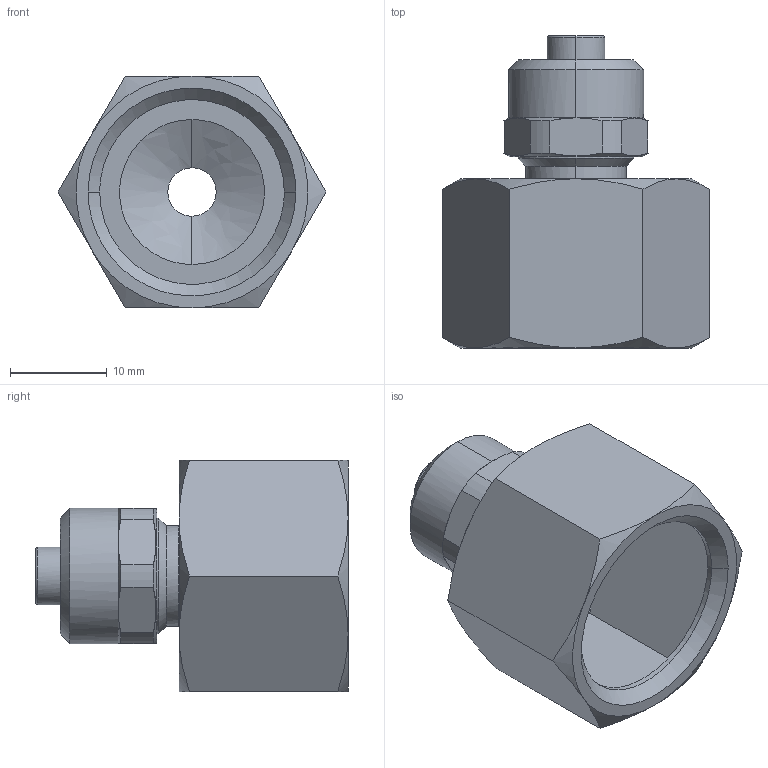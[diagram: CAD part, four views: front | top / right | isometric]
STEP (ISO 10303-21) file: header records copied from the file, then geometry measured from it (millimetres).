
FILE_DESCRIPTION(( 'MC.13.08.12.STEP' ), '1');
FILE_NAME( 'MC.13.08.12.STEP', '2018-11-12T10:23:02',( 'Sopra'),('sopra-pneumatic.com'), 'SwSTEP 2.0','SolidWorks 2009','' );
FILE_SCHEMA (('CONFIG_CONTROL_DESIGN'));
Length unit declared in the file: millimetre
Products named in the file (1): Document
Bounding box: 27.71 x 32.31 x 24 mm (x, y, z)
Surface area: 3329.7 mm2 (no closed solid volume)
Topology: 0 solids, 76 shells, 76 faces, 336 edges, 336 vertices
Faces by surface type: bspline 58, plane 18
Entity records: 4838 total; most frequent: CARTESIAN_POINT 3106, ORIENTED_EDGE 336, EDGE_CURVE 336, VERTEX_POINT 336, B_SPLINE_CURVE_WITH_KNOTS 188, EDGE_LOOP 82, SHELL_BASED_SURFACE_MODEL 76, OPEN_SHELL 76
